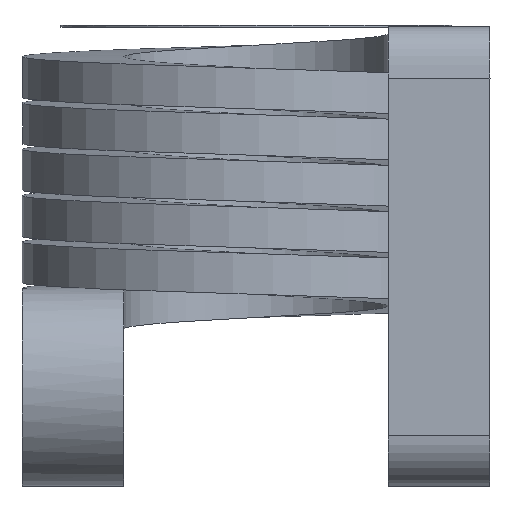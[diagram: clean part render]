
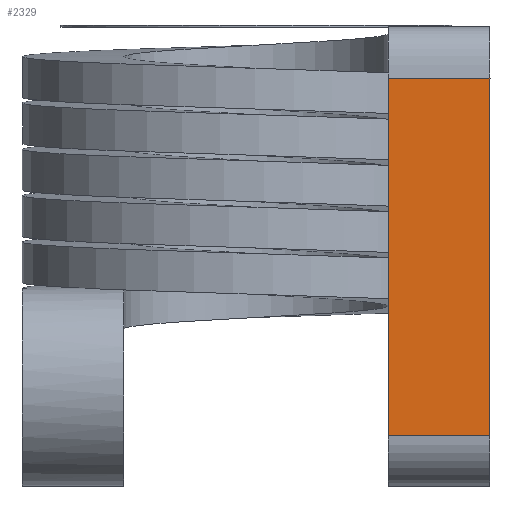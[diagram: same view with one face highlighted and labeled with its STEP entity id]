
A CAD part, front view. The second image highlights one B-rep face of the part: STEP entity #2329.
In plain terms, the highlighted face is planar.
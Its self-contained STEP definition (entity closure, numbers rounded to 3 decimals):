
#190=PLANE('',#2444);
#277=LINE('',#2911,#376);
#290=LINE('',#2945,#389);
#292=LINE('',#3547,#391);
#295=LINE('',#3552,#394);
#376=VECTOR('',#2576,1000.);
#389=VECTOR('',#2601,1000.);
#391=VECTOR('',#2609,1000.);
#394=VECTOR('',#2616,1000.);
#560=ORIENTED_EDGE('',*,*,#1002,.T.);
#561=ORIENTED_EDGE('',*,*,#1013,.T.);
#562=ORIENTED_EDGE('',*,*,#985,.F.);
#563=ORIENTED_EDGE('',*,*,#1010,.F.);
#985=EDGE_CURVE('',#1225,#1226,#277,.T.);
#1002=EDGE_CURVE('',#1241,#1240,#290,.T.);
#1010=EDGE_CURVE('',#1241,#1225,#292,.T.);
#1013=EDGE_CURVE('',#1240,#1226,#295,.T.);
#1225=VERTEX_POINT('',#2910);
#1226=VERTEX_POINT('',#2912);
#1240=VERTEX_POINT('',#2944);
#1241=VERTEX_POINT('',#2946);
#1399=EDGE_LOOP('',(#560,#561,#562,#563));
#1511=FACE_BOUND('',#1399,.T.);
#2329=ADVANCED_FACE('',(#1511),#190,.T.);
#2444=AXIS2_PLACEMENT_3D('',#3551,#2614,#2615);
#2576=DIRECTION('',(0.,0.,-1.));
#2601=DIRECTION('',(0.,0.,-1.));
#2609=DIRECTION('',(-1.,0.,0.));
#2614=DIRECTION('',(0.,1.,0.));
#2615=DIRECTION('',(-1.,0.,0.));
#2616=DIRECTION('',(-1.,0.,0.));
#2910=CARTESIAN_POINT('',(-5.75,6.25,5.662));
#2911=CARTESIAN_POINT('',(-5.75,6.25,5.662));
#2912=CARTESIAN_POINT('',(-5.75,6.25,-3.12));
#2944=CARTESIAN_POINT('',(-3.25,6.25,-3.12));
#2945=CARTESIAN_POINT('',(-3.25,6.25,5.662));
#2946=CARTESIAN_POINT('',(-3.25,6.25,5.662));
#3547=CARTESIAN_POINT('',(-3.25,6.25,5.662));
#3551=CARTESIAN_POINT('',(-3.25,6.25,5.662));
#3552=CARTESIAN_POINT('',(-3.25,6.25,-3.12));
